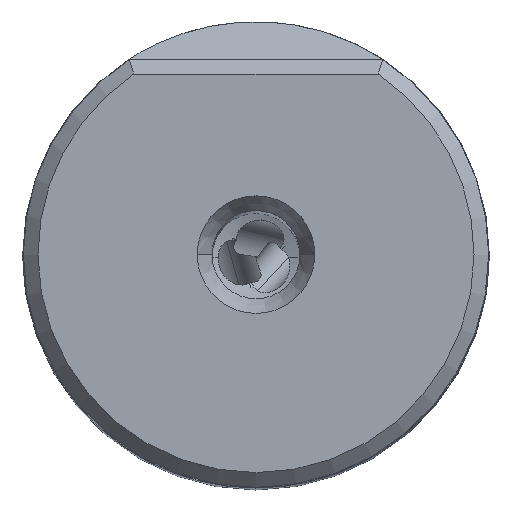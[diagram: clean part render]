
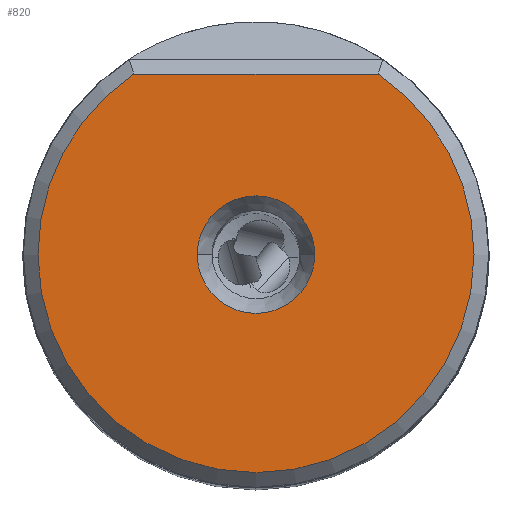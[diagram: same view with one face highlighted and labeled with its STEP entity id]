
A CAD part, top view. The second image highlights one B-rep face of the part: STEP entity #820.
In plain terms, the highlighted planar face has unit normal (0, 0, 1).
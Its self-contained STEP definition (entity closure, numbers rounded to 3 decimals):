
#820=ADVANCED_FACE('',(#1153,#1154),#1087,.T.);
#1087=PLANE('',#5377);
#1153=FACE_BOUND('',#1181,.T.);
#1154=FACE_BOUND('',#1182,.T.);
#1181=EDGE_LOOP('',(#1844,#1845,#1846,#1847));
#1182=EDGE_LOOP('',(#1848,#1849));
#1462=LINE('',#7512,#1653);
#1653=VECTOR('',#6044,1.);
#1844=ORIENTED_EDGE('',*,*,#4011,.F.);
#1845=ORIENTED_EDGE('',*,*,#4012,.F.);
#1846=ORIENTED_EDGE('',*,*,#4013,.F.);
#1847=ORIENTED_EDGE('',*,*,#4014,.F.);
#1848=ORIENTED_EDGE('',*,*,#4015,.F.);
#1849=ORIENTED_EDGE('',*,*,#4016,.F.);
#3460=VERTEX_POINT('',#7506);
#3461=VERTEX_POINT('',#7507);
#3462=VERTEX_POINT('',#7509);
#3463=VERTEX_POINT('',#7511);
#3464=VERTEX_POINT('',#7514);
#3465=VERTEX_POINT('',#7515);
#4011=EDGE_CURVE('',#3460,#3461,#4819,.T.);
#4012=EDGE_CURVE('',#3462,#3460,#4820,.T.);
#4013=EDGE_CURVE('',#3463,#3462,#4821,.T.);
#4014=EDGE_CURVE('',#3461,#3463,#1462,.T.);
#4015=EDGE_CURVE('',#3464,#3465,#4822,.T.);
#4016=EDGE_CURVE('',#3465,#3464,#4823,.T.);
#4819=CIRCLE('',#5372,14.836);
#4820=CIRCLE('',#5373,14.836);
#4821=CIRCLE('',#5374,14.836);
#4822=CIRCLE('',#5375,4.);
#4823=CIRCLE('',#5376,4.);
#5372=AXIS2_PLACEMENT_3D('',#7505,#6038,#6039);
#5373=AXIS2_PLACEMENT_3D('',#7508,#6040,#6041);
#5374=AXIS2_PLACEMENT_3D('',#7510,#6042,#6043);
#5375=AXIS2_PLACEMENT_3D('',#7513,#6045,#6046);
#5376=AXIS2_PLACEMENT_3D('',#7516,#6047,#6048);
#5377=AXIS2_PLACEMENT_3D('',#7517,#6049,#6050);
#6038=DIRECTION('',(0.,0.,-1.));
#6039=DIRECTION('',(-1.,0.,0.));
#6040=DIRECTION('',(0.,0.,-1.));
#6041=DIRECTION('',(1.,0.,0.));
#6042=DIRECTION('',(0.,0.,-1.));
#6043=DIRECTION('',(0.561,0.828,0.));
#6044=DIRECTION('',(1.,0.,0.));
#6045=DIRECTION('',(0.,0.,1.));
#6046=DIRECTION('',(-1.,0.,0.));
#6047=DIRECTION('',(0.,0.,1.));
#6048=DIRECTION('',(1.,0.,0.));
#6049=DIRECTION('',(0.,0.,1.));
#6050=DIRECTION('',(1.,0.,0.));
#7505=CARTESIAN_POINT('',(0.,0.,0.));
#7506=CARTESIAN_POINT('',(-14.836,0.,0.));
#7507=CARTESIAN_POINT('',(-8.318,12.285,0.));
#7508=CARTESIAN_POINT('',(0.,0.,0.));
#7509=CARTESIAN_POINT('',(14.836,0.,0.));
#7510=CARTESIAN_POINT('',(0.,0.,0.));
#7511=CARTESIAN_POINT('',(8.318,12.285,0.));
#7512=CARTESIAN_POINT('',(-8.318,12.285,0.));
#7513=CARTESIAN_POINT('',(0.,0.,0.));
#7514=CARTESIAN_POINT('',(-4.,0.,0.));
#7515=CARTESIAN_POINT('',(4.,0.,0.));
#7516=CARTESIAN_POINT('',(0.,0.,0.));
#7517=CARTESIAN_POINT('',(-0.001,-1.276,0.));
